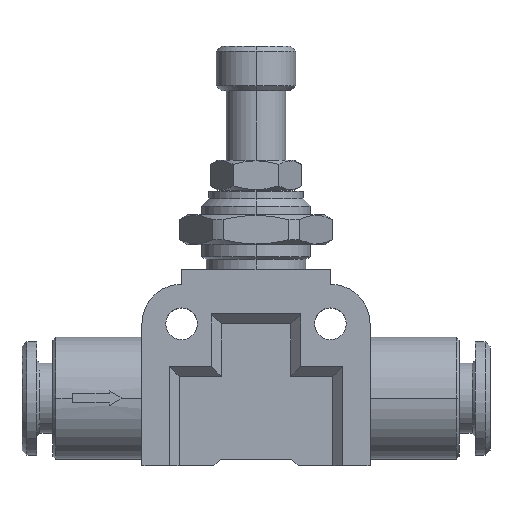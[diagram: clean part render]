
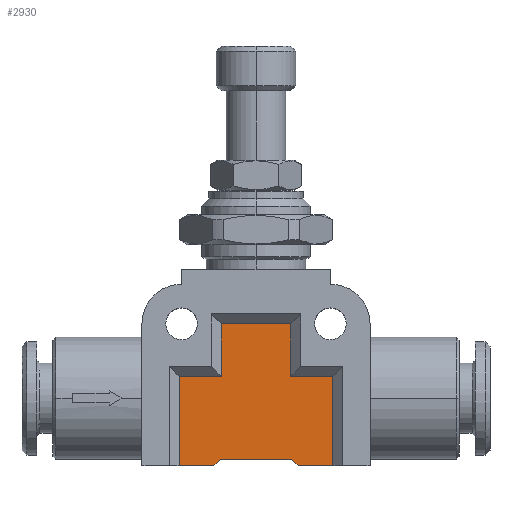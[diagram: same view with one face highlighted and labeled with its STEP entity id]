
A CAD part, top view. The second image highlights one B-rep face of the part: STEP entity #2930.
In plain terms, the highlighted planar face has unit normal (0, 0, 1).
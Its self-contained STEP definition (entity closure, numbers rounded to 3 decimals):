
#1186 = DIRECTION ( 'NONE',  ( -0.707, -0.707, 0. ) ) ;
#1187 = VECTOR ( 'NONE', #1186, 1000. ) ;
#1188 = CARTESIAN_POINT ( 'NONE',  ( -4.25, 0., 6.5 ) ) ;
#1189 = LINE ( 'NONE', #1188, #1187 ) ;
#1460 = DIRECTION ( 'NONE',  ( 0., 1., 0. ) ) ;
#1461 = VECTOR ( 'NONE', #1460, 1000. ) ;
#1462 = CARTESIAN_POINT ( 'NONE',  ( 3.5, 14.3, 6.5 ) ) ;
#1463 = LINE ( 'NONE', #1462, #1461 ) ;
#1464 = CARTESIAN_POINT ( 'NONE',  ( 3.5, 9., 6.5 ) ) ;
#1513 = DIRECTION ( 'NONE',  ( 0., -1., 0. ) ) ;
#1514 = VECTOR ( 'NONE', #1513, 1000. ) ;
#1515 = CARTESIAN_POINT ( 'NONE',  ( -3.5, 9., 6.5 ) ) ;
#1516 = LINE ( 'NONE', #1515, #1514 ) ;
#1525 = PLANE ( 'NONE',  #1527 ) ;
#1526 = CARTESIAN_POINT ( 'NONE',  ( 7.75, 0., 6.5 ) ) ;
#1527 = AXIS2_PLACEMENT_3D ( 'NONE', #1526, #1615, #1614 ) ;
#1528 = FACE_OUTER_BOUND ( 'NONE', #2931, .T. ) ;
#1609 = DIRECTION ( 'NONE',  ( -1., 0., 0. ) ) ;
#1610 = VECTOR ( 'NONE', #1609, 1000. ) ;
#1611 = CARTESIAN_POINT ( 'NONE',  ( 3.5, 9., 6.5 ) ) ;
#1612 = LINE ( 'NONE', #1611, #1610 ) ;
#1613 = CARTESIAN_POINT ( 'NONE',  ( 7.75, 9., 6.5 ) ) ;
#1614 = DIRECTION ( 'NONE',  ( -1., 0., 0. ) ) ;
#1615 = DIRECTION ( 'NONE',  ( 0., 0., -1. ) ) ;
#1700 = DIRECTION ( 'NONE',  ( -0.707, 0.707, 0. ) ) ;
#1701 = VECTOR ( 'NONE', #1700, 1000. ) ;
#1702 = CARTESIAN_POINT ( 'NONE',  ( 3.6, 0.65, 6.5 ) ) ;
#1703 = LINE ( 'NONE', #1702, #1701 ) ;
#1720 = VECTOR ( 'NONE', #1761, 1000. ) ;
#1721 = CARTESIAN_POINT ( 'NONE',  ( -7.75, 0., 6.5 ) ) ;
#1722 = LINE ( 'NONE', #1721, #1720 ) ;
#1723 = CARTESIAN_POINT ( 'NONE',  ( -7.75, 0., 6.5 ) ) ;
#1724 = DIRECTION ( 'NONE',  ( 0., -1., 0. ) ) ;
#1725 = VECTOR ( 'NONE', #1724, 1000. ) ;
#1726 = CARTESIAN_POINT ( 'NONE',  ( -7.75, 0., 6.5 ) ) ;
#1727 = LINE ( 'NONE', #1726, #1725 ) ;
#1728 = DIRECTION ( 'NONE',  ( -1., 0., 0. ) ) ;
#1729 = VECTOR ( 'NONE', #1728, 1000. ) ;
#1730 = CARTESIAN_POINT ( 'NONE',  ( -7.75, 9., 6.5 ) ) ;
#1733 = CARTESIAN_POINT ( 'NONE',  ( -3.5, 14.3, 6.5 ) ) ;
#1734 = DIRECTION ( 'NONE',  ( -1., 0., 0. ) ) ;
#1735 = VECTOR ( 'NONE', #1734, 1000. ) ;
#1736 = CARTESIAN_POINT ( 'NONE',  ( -3.5, 14.3, 6.5 ) ) ;
#1737 = LINE ( 'NONE', #1736, #1735 ) ;
#1740 = CARTESIAN_POINT ( 'NONE',  ( 7.75, 0., 6.5 ) ) ;
#1745 = DIRECTION ( 'NONE',  ( -1., 0., 0. ) ) ;
#1746 = VECTOR ( 'NONE', #1745, 1000. ) ;
#1747 = CARTESIAN_POINT ( 'NONE',  ( 4.25, 0., 6.5 ) ) ;
#1748 = LINE ( 'NONE', #1747, #1746 ) ;
#1750 = CARTESIAN_POINT ( 'NONE',  ( -4.25, 0., 6.5 ) ) ;
#1761 = DIRECTION ( 'NONE',  ( 1., 0., 0. ) ) ;
#1762 = DIRECTION ( 'NONE',  ( -1., 0., 0. ) ) ;
#1763 = VECTOR ( 'NONE', #1762, 1000. ) ;
#1766 = LINE ( 'NONE', #1864, #1763 ) ;
#1769 = LINE ( 'NONE', #1730, #1729 ) ;
#1770 = CARTESIAN_POINT ( 'NONE',  ( -3.5, 9., 6.5 ) ) ;
#1777 = CARTESIAN_POINT ( 'NONE',  ( 3.6, 0.65, 6.5 ) ) ;
#1787 = CARTESIAN_POINT ( 'NONE',  ( 7.75, 9., 6.5 ) ) ;
#1788 = LINE ( 'NONE', #1787, #1814 ) ;
#1813 = DIRECTION ( 'NONE',  ( 0., 1., 0. ) ) ;
#1814 = VECTOR ( 'NONE', #1813, 1000. ) ;
#1828 = CARTESIAN_POINT ( 'NONE',  ( 3.5, 14.3, 6.5 ) ) ;
#1829 = CARTESIAN_POINT ( 'NONE',  ( 4.25, 0., 6.5 ) ) ;
#1830 = CARTESIAN_POINT ( 'NONE',  ( -7.75, 9., 6.5 ) ) ;
#1864 = CARTESIAN_POINT ( 'NONE',  ( -3.6, 0.65, 6.5 ) ) ;
#1870 = CARTESIAN_POINT ( 'NONE',  ( -3.6, 0.65, 6.5 ) ) ;
#2743 = EDGE_CURVE ( 'NONE', #3036, #3122, #1189, .T. ) ;
#2930 = ADVANCED_FACE ( 'NONE', ( #1528 ), #1525, .F. ) ;
#2931 = EDGE_LOOP ( 'NONE', ( #3108, #3097, #2935, #2940, #2938, #3109, #3111, #3114, #3012, #3013, #3076, #3077 ) ) ;
#2932 = VERTEX_POINT ( 'NONE', #1613 ) ;
#2933 = EDGE_CURVE ( 'NONE', #2932, #2934, #1612, .T. ) ;
#2934 = VERTEX_POINT ( 'NONE', #1464 ) ;
#2935 = ORIENTED_EDGE ( 'NONE', *, *, #2936, .T. ) ;
#2936 = EDGE_CURVE ( 'NONE', #2934, #3099, #1463, .T. ) ;
#2938 = ORIENTED_EDGE ( 'NONE', *, *, #2939, .T. ) ;
#2939 = EDGE_CURVE ( 'NONE', #3095, #3105, #1516, .T. ) ;
#2940 = ORIENTED_EDGE ( 'NONE', *, *, #3094, .T. ) ;
#2995 = EDGE_CURVE ( 'NONE', #3098, #3046, #1703, .T. ) ;
#3012 = ORIENTED_EDGE ( 'NONE', *, *, #2743, .F. ) ;
#3013 = ORIENTED_EDGE ( 'NONE', *, *, #3048, .F. ) ;
#3036 = VERTEX_POINT ( 'NONE', #1870 ) ;
#3046 = VERTEX_POINT ( 'NONE', #1777 ) ;
#3048 = EDGE_CURVE ( 'NONE', #3046, #3036, #1766, .T. ) ;
#3076 = ORIENTED_EDGE ( 'NONE', *, *, #2995, .F. ) ;
#3077 = ORIENTED_EDGE ( 'NONE', *, *, #3078, .F. ) ;
#3078 = EDGE_CURVE ( 'NONE', #3080, #3098, #1748, .T. ) ;
#3080 = VERTEX_POINT ( 'NONE', #1740 ) ;
#3084 = EDGE_CURVE ( 'NONE', #3080, #2932, #1788, .T. ) ;
#3094 = EDGE_CURVE ( 'NONE', #3099, #3095, #1737, .T. ) ;
#3095 = VERTEX_POINT ( 'NONE', #1733 ) ;
#3096 = VERTEX_POINT ( 'NONE', #1830 ) ;
#3097 = ORIENTED_EDGE ( 'NONE', *, *, #2933, .T. ) ;
#3098 = VERTEX_POINT ( 'NONE', #1829 ) ;
#3099 = VERTEX_POINT ( 'NONE', #1828 ) ;
#3105 = VERTEX_POINT ( 'NONE', #1770 ) ;
#3108 = ORIENTED_EDGE ( 'NONE', *, *, #3084, .T. ) ;
#3109 = ORIENTED_EDGE ( 'NONE', *, *, #3110, .T. ) ;
#3110 = EDGE_CURVE ( 'NONE', #3105, #3096, #1769, .T. ) ;
#3111 = ORIENTED_EDGE ( 'NONE', *, *, #3112, .T. ) ;
#3112 = EDGE_CURVE ( 'NONE', #3096, #3113, #1727, .T. ) ;
#3113 = VERTEX_POINT ( 'NONE', #1723 ) ;
#3114 = ORIENTED_EDGE ( 'NONE', *, *, #3115, .T. ) ;
#3115 = EDGE_CURVE ( 'NONE', #3113, #3122, #1722, .T. ) ;
#3122 = VERTEX_POINT ( 'NONE', #1750 ) ;
